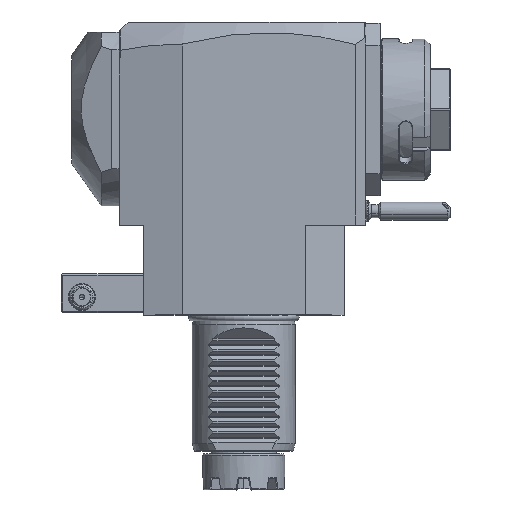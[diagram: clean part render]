
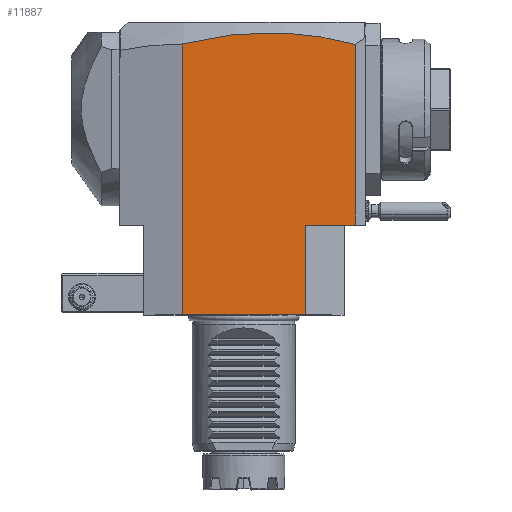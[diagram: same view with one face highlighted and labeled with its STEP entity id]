
A CAD part, top view. The second image highlights one B-rep face of the part: STEP entity #11887.
In plain terms, the highlighted planar face has unit normal (0, 0, 1).
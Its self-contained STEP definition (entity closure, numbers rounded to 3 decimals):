
#2095=DIRECTION('',(0.,-1.,0.));
#2096=VECTOR('',#2095,70.258);
#2097=CARTESIAN_POINT('',(43.5,105.258,37.5));
#2098=LINE('',#2097,#2096);
#2099=DIRECTION('',(-1.,0.,0.));
#2100=VECTOR('',#2099,19.5);
#2101=CARTESIAN_POINT('',(43.5,35.,37.5));
#2102=LINE('',#2101,#2100);
#2103=CARTESIAN_POINT('',(-24.,105.435,37.5));
#2104=CARTESIAN_POINT('',(-18.371,106.939,37.5));
#2105=CARTESIAN_POINT('',(-7.115,109.162,37.5));
#2106=CARTESIAN_POINT('',(9.762,110.233,37.5));
#2107=CARTESIAN_POINT('',(26.635,109.072,37.5));
#2108=CARTESIAN_POINT('',(37.879,106.791,37.5));
#2109=CARTESIAN_POINT('',(43.5,105.258,37.5));
#2173=DIRECTION('',(0.,-1.,0.));
#2174=VECTOR('',#2173,105.435);
#2175=CARTESIAN_POINT('',(-24.,105.435,37.5));
#2176=LINE('',#2175,#2174);
#2193=DIRECTION('',(-1.,0.,0.));
#2194=VECTOR('',#2193,48.);
#2195=CARTESIAN_POINT('',(24.,0.,37.5));
#2196=LINE('',#2195,#2194);
#4557=DIRECTION('',(0.,1.,0.));
#4558=VECTOR('',#4557,35.);
#4559=CARTESIAN_POINT('',(24.,0.,37.5));
#4560=LINE('',#4559,#4558);
#9363=VERTEX_POINT('',#2103);
#9364=VERTEX_POINT('',#2109);
#9706=CARTESIAN_POINT('',(43.5,35.,37.5));
#9707=VERTEX_POINT('',#9706);
#9748=CARTESIAN_POINT('',(24.,0.,37.5));
#9749=VERTEX_POINT('',#9748);
#9750=CARTESIAN_POINT('',(-24.,0.,37.5));
#9751=VERTEX_POINT('',#9750);
#9954=CARTESIAN_POINT('',(24.,35.,37.5));
#9955=VERTEX_POINT('',#9954);
#11869=CARTESIAN_POINT('',(-39.202,35.,37.5));
#11870=DIRECTION('',(0.,0.,1.));
#11871=DIRECTION('',(1.,0.,0.));
#11872=AXIS2_PLACEMENT_3D('',#11869,#11870,#11871);
#11873=PLANE('',#11872);
#11875=ORIENTED_EDGE('',*,*,#11874,.T.);
#11876=ORIENTED_EDGE('',*,*,#11853,.T.);
#11878=ORIENTED_EDGE('',*,*,#11877,.F.);
#11880=ORIENTED_EDGE('',*,*,#11879,.T.);
#11882=ORIENTED_EDGE('',*,*,#11881,.F.);
#11884=ORIENTED_EDGE('',*,*,#11883,.T.);
#11885=EDGE_LOOP('',(#11875,#11876,#11878,#11880,#11882,#11884));
#11886=FACE_OUTER_BOUND('',#11885,.F.);
#2110=B_SPLINE_CURVE_WITH_KNOTS('',3,(#2103,#2104,#2105,#2106,#2107,#2108,
#2109),.UNSPECIFIED.,.F.,.F.,(4,1,1,1,4),(0.,0.25,0.5,0.75,1.),
.UNSPECIFIED.);
#11853=EDGE_CURVE('',#9707,#9955,#2102,.T.);
#11874=EDGE_CURVE('',#9364,#9707,#2098,.T.);
#11877=EDGE_CURVE('',#9749,#9955,#4560,.T.);
#11879=EDGE_CURVE('',#9749,#9751,#2196,.T.);
#11881=EDGE_CURVE('',#9363,#9751,#2176,.T.);
#11883=EDGE_CURVE('',#9363,#9364,#2110,.T.);
#11887=ADVANCED_FACE('',(#11886),#11873,.T.);
